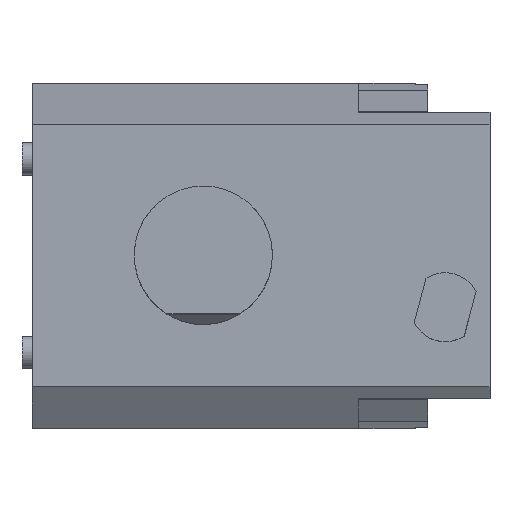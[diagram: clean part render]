
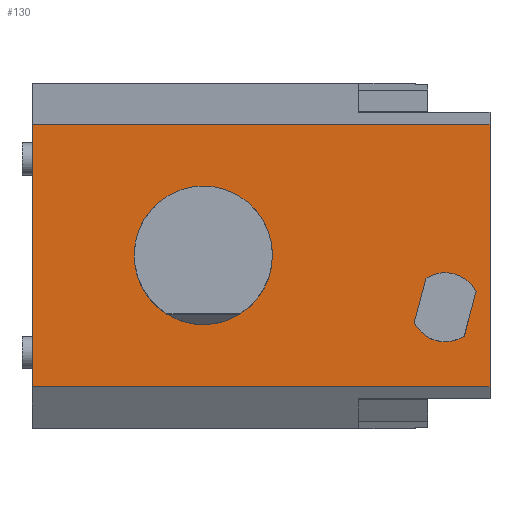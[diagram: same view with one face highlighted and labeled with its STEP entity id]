
A CAD part, top view. The second image highlights one B-rep face of the part: STEP entity #130.
In plain terms, the highlighted planar face has unit normal (0, 0, 1).
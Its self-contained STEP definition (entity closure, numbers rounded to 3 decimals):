
#54=FACE_BOUND('',#300,.T.);
#55=FACE_BOUND('',#301,.T.);
#56=FACE_BOUND('',#302,.T.);
#69=CIRCLE('',#1198,20.);
#77=CIRCLE('',#1248,10.);
#78=CIRCLE('',#1251,10.);
#130=ADVANCED_FACE('',(#54,#55,#56),#184,.F.);
#184=PLANE('',#1253);
#300=EDGE_LOOP('',(#571,#572,#573,#574));
#301=EDGE_LOOP('',(#575,#576,#577,#578));
#302=EDGE_LOOP('',(#579));
#571=ORIENTED_EDGE('',*,*,#864,.T.);
#572=ORIENTED_EDGE('',*,*,#871,.T.);
#573=ORIENTED_EDGE('',*,*,#869,.T.);
#574=ORIENTED_EDGE('',*,*,#867,.T.);
#575=ORIENTED_EDGE('',*,*,#872,.T.);
#576=ORIENTED_EDGE('',*,*,#873,.F.);
#577=ORIENTED_EDGE('',*,*,#874,.F.);
#578=ORIENTED_EDGE('',*,*,#875,.T.);
#579=ORIENTED_EDGE('',*,*,#771,.T.);
#662=VERTEX_POINT('',#1661);
#721=VERTEX_POINT('',#1850);
#722=VERTEX_POINT('',#1851);
#723=VERTEX_POINT('',#1856);
#724=VERTEX_POINT('',#1860);
#725=VERTEX_POINT('',#1866);
#726=VERTEX_POINT('',#1867);
#727=VERTEX_POINT('',#1869);
#728=VERTEX_POINT('',#1871);
#771=EDGE_CURVE('',#662,#662,#69,.T.);
#864=EDGE_CURVE('',#721,#722,#1002,.T.);
#867=EDGE_CURVE('',#723,#721,#77,.T.);
#869=EDGE_CURVE('',#724,#723,#1006,.T.);
#871=EDGE_CURVE('',#722,#724,#78,.T.);
#872=EDGE_CURVE('',#725,#726,#1008,.T.);
#873=EDGE_CURVE('',#727,#726,#1009,.T.);
#874=EDGE_CURVE('',#728,#727,#1010,.T.);
#875=EDGE_CURVE('',#728,#725,#1011,.T.);
#1002=LINE('',#1849,#1134);
#1006=LINE('',#1859,#1138);
#1008=LINE('',#1865,#1140);
#1009=LINE('',#1868,#1141);
#1010=LINE('',#1870,#1142);
#1011=LINE('',#1872,#1143);
#1134=VECTOR('',#1511,1.);
#1138=VECTOR('',#1521,1.);
#1140=VECTOR('',#1529,1.);
#1141=VECTOR('',#1530,1.);
#1142=VECTOR('',#1531,1.);
#1143=VECTOR('',#1532,1.);
#1198=AXIS2_PLACEMENT_3D('',#1660,#1332,#1333);
#1248=AXIS2_PLACEMENT_3D('',#1855,#1516,#1517);
#1251=AXIS2_PLACEMENT_3D('',#1863,#1525,#1526);
#1253=AXIS2_PLACEMENT_3D('',#1873,#1533,#1534);
#1332=DIRECTION('',(0.,0.,-1.));
#1333=DIRECTION('',(1.,0.,0.));
#1511=DIRECTION('',(0.259,0.966,0.));
#1516=DIRECTION('',(0.,0.,-1.));
#1517=DIRECTION('',(1.,0.,0.));
#1521=DIRECTION('',(-0.259,-0.966,0.));
#1525=DIRECTION('',(0.,0.,-1.));
#1526=DIRECTION('',(1.,0.,0.));
#1529=DIRECTION('',(0.,1.,0.));
#1530=DIRECTION('',(1.,0.,0.));
#1531=DIRECTION('',(0.,1.,0.));
#1532=DIRECTION('',(1.,0.,0.));
#1533=DIRECTION('',(0.,0.,-1.));
#1534=DIRECTION('',(0.,-1.,0.));
#1660=CARTESIAN_POINT('',(0.,0.,0.));
#1661=CARTESIAN_POINT('',(20.,0.,0.));
#1849=CARTESIAN_POINT('',(61.044,-19.448,0.));
#1850=CARTESIAN_POINT('',(61.044,-19.448,0.));
#1851=CARTESIAN_POINT('',(64.467,-6.67,0.));
#1855=CARTESIAN_POINT('',(70.,-15.,0.));
#1856=CARTESIAN_POINT('',(75.533,-23.33,0.));
#1859=CARTESIAN_POINT('',(78.956,-10.552,0.));
#1860=CARTESIAN_POINT('',(78.956,-10.552,0.));
#1863=CARTESIAN_POINT('',(70.,-15.,0.));
#1865=CARTESIAN_POINT('',(83.,-38.,0.));
#1866=CARTESIAN_POINT('',(83.,-38.,0.));
#1867=CARTESIAN_POINT('',(83.,38.,0.));
#1868=CARTESIAN_POINT('',(-49.5,38.,0.));
#1869=CARTESIAN_POINT('',(-49.5,38.,0.));
#1870=CARTESIAN_POINT('',(-49.5,-38.,0.));
#1871=CARTESIAN_POINT('',(-49.5,-38.,0.));
#1872=CARTESIAN_POINT('',(-49.5,-38.,0.));
#1873=CARTESIAN_POINT('',(-49.5,-38.,0.));
